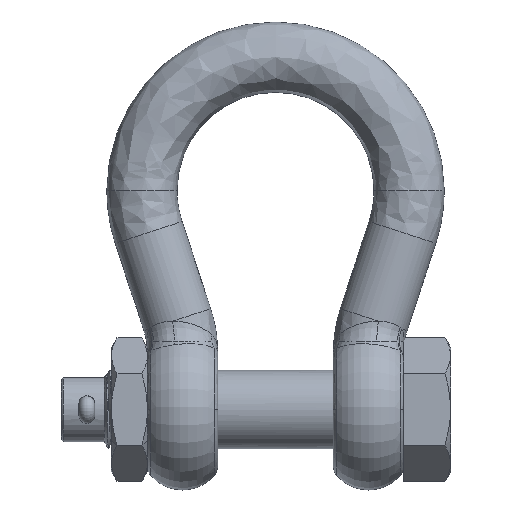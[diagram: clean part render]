
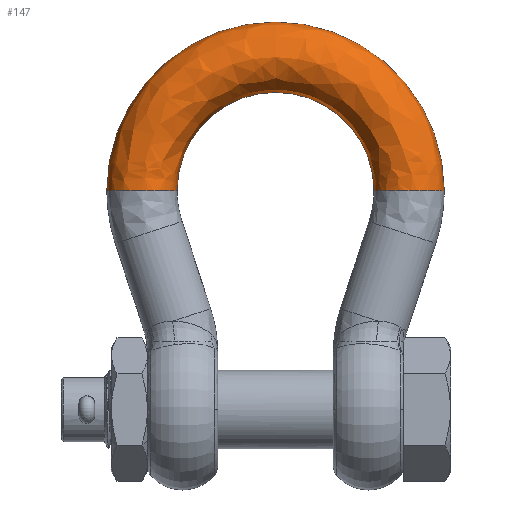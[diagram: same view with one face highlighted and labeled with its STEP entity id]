
A CAD part, top view. The second image highlights one B-rep face of the part: STEP entity #147.
In plain terms, the highlighted free-form (B-spline) face has degree [3, 3] with [4, 4] control points.
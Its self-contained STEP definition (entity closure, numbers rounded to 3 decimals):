
#147=ADVANCED_FACE('NONE',(#1028),#1029,.F.);
#1028=FACE_OUTER_BOUND('',#4378,.T.);
#1029=(B_SPLINE_SURFACE(3,3,((#4380,#4381,#4382,#4383),(#4384,#4385,#4386,#4387),(#4388,#4389,#4390,#4391),(#4392,#4393,#4394,#4395)),.UNSPECIFIED.,.F.,.F.,.F.)B_SPLINE_SURFACE_WITH_KNOTS((4,4),(4,4),(0.0,1.0),(0.0,1.0),.UNSPECIFIED.)RATIONAL_B_SPLINE_SURFACE(((1.0,0.333,0.333,1.0),(0.333,0.111,0.111,0.333),(0.333,0.111,0.111,0.333),(1.0,0.333,0.333,1.0)))BOUNDED_SURFACE()REPRESENTATION_ITEM('')GEOMETRIC_REPRESENTATION_ITEM()SURFACE());
#4378=EDGE_LOOP('',(#14020,#14021,#14022,#14023));
#4380=CARTESIAN_POINT('',(-63.0,140.0,0.));
#4381=CARTESIAN_POINT('',(-63.0,266.0,0.));
#4382=CARTESIAN_POINT('',(63.0,266.0,0.));
#4383=CARTESIAN_POINT('',(63.0,140.0,0.));
#4384=CARTESIAN_POINT('',(-63.0,140.0,45.0));
#4385=CARTESIAN_POINT('',(-63.,266.0,45.0));
#4386=CARTESIAN_POINT('',(63.0,266.0,45.0));
#4387=CARTESIAN_POINT('',(63.0,140.0,45.0));
#4388=CARTESIAN_POINT('',(-108.0,140.0,45.0));
#4389=CARTESIAN_POINT('',(-108.0,356.0,45.0));
#4390=CARTESIAN_POINT('',(108.0,356.0,45.0));
#4391=CARTESIAN_POINT('',(108.0,140.0,45.0));
#4392=CARTESIAN_POINT('',(-108.0,140.0,0.));
#4393=CARTESIAN_POINT('',(-108.0,356.0,0.));
#4394=CARTESIAN_POINT('',(108.0,356.0,0.));
#4395=CARTESIAN_POINT('',(108.0,140.0,0.));
#14020=ORIENTED_EDGE('',*,*,#19863,.F.);
#14021=ORIENTED_EDGE('',*,*,#19864,.T.);
#14022=ORIENTED_EDGE('',*,*,#19865,.F.);
#14023=ORIENTED_EDGE('',*,*,#19866,.F.);
#19863=EDGE_CURVE('NONE',#22311,#22312,#22313,.T.);
#19864=EDGE_CURVE('NONE',#22311,#22314,#22315,.T.);
#19865=EDGE_CURVE('NONE',#22316,#22314,#22317,.T.);
#19866=EDGE_CURVE('NONE',#22312,#22316,#22318,.T.);
#22311=VERTEX_POINT('NONE',#28198);
#22312=VERTEX_POINT('NONE',#28199);
#22313=CIRCLE('',#28200,63.0);
#22314=VERTEX_POINT('NONE',#28201);
#22315=(B_SPLINE_CURVE(3,(#28203,#28204,#28205,#28206),.UNSPECIFIED.,.F.,.F.)B_SPLINE_CURVE_WITH_KNOTS((4,4),(0.0,1.0),.UNSPECIFIED.)RATIONAL_B_SPLINE_CURVE((1.0,0.333,0.333,1.0))BOUNDED_CURVE()REPRESENTATION_ITEM('')GEOMETRIC_REPRESENTATION_ITEM()CURVE());
#22316=VERTEX_POINT('NONE',#28213);
#22317=CIRCLE('',#28214,108.0);
#22318=CIRCLE('',#28215,22.5);
#28198=CARTESIAN_POINT('',(63.0,140.0,0.));
#28199=CARTESIAN_POINT('',(-63.,140.,0.));
#28200=AXIS2_PLACEMENT_3D('',#40613,#40614,#40615);
#28201=CARTESIAN_POINT('',(108.0,140.0,0.));
#28203=CARTESIAN_POINT('',(63.0,140.0,0.));
#28204=CARTESIAN_POINT('',(63.0,140.0,45.0));
#28205=CARTESIAN_POINT('',(108.0,140.0,45.0));
#28206=CARTESIAN_POINT('',(108.0,140.0,0.));
#28213=CARTESIAN_POINT('',(-108.,140.0,0.));
#28214=AXIS2_PLACEMENT_3D('',#40616,#40617,#40618);
#28215=AXIS2_PLACEMENT_3D('',#40619,#40620,#40621);
#40613=CARTESIAN_POINT('',(0.0,140.0,0.));
#40614=DIRECTION('',(0.0,-0.0,1.0));
#40615=DIRECTION('',(1.0,0.0,0.0));
#40616=CARTESIAN_POINT('',(0.0,140.0,0.));
#40617=DIRECTION('',(0.0,0.0,-1.0));
#40618=DIRECTION('',(1.0,0.0,0.0));
#40619=CARTESIAN_POINT('',(-85.5,140.0,0.));
#40620=DIRECTION('',(0.0,-1.0,0.0));
#40621=DIRECTION('',(0.0,0.0,-1.0));
